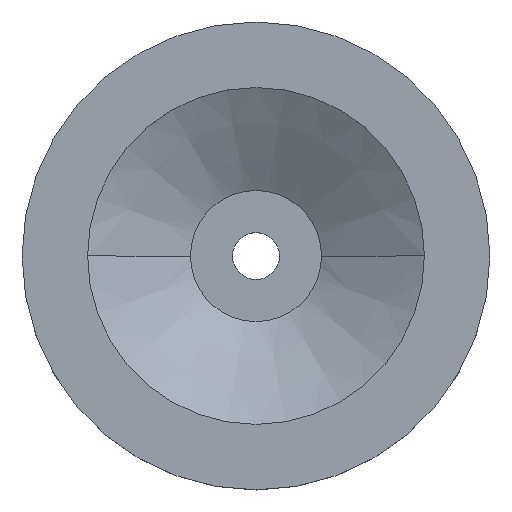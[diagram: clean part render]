
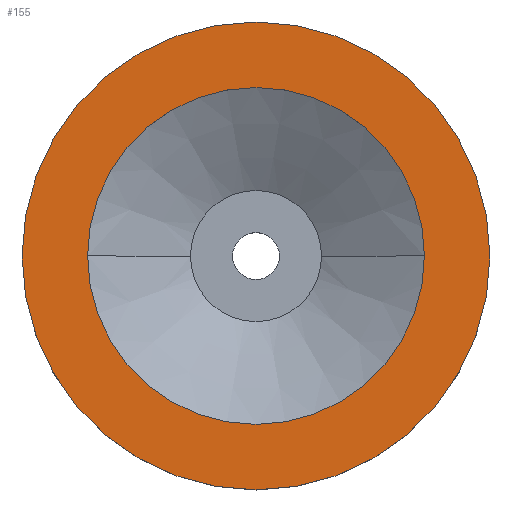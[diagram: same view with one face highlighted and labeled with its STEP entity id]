
A CAD part, top view. The second image highlights one B-rep face of the part: STEP entity #155.
In plain terms, the highlighted planar face has unit normal (0, 0, 1).
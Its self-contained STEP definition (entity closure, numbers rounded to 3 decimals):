
#123=EDGE_CURVE('',#255,#137,#309,.T.);
#137=VERTEX_POINT('',#325);
#155=ADVANCED_FACE('',(#348,#349),#350,.T.);
#197=EDGE_CURVE('',#137,#255,#399,.T.);
#211=EDGE_CURVE('',#253,#235,#415,.T.);
#231=EDGE_CURVE('',#235,#253,#437,.T.);
#235=VERTEX_POINT('',#441);
#253=VERTEX_POINT('',#463);
#255=VERTEX_POINT('',#465);
#309=CIRCLE('',#517,50.0);
#325=CARTESIAN_POINT('',(50.,0.,30.0));
#348=FACE_OUTER_BOUND('',#566,.T.);
#349=FACE_BOUND('',#567,.T.);
#350=PLANE('',#568);
#399=CIRCLE('',#626,50.0);
#415=CIRCLE('',#644,36.0);
#437=CIRCLE('',#672,36.0);
#441=CARTESIAN_POINT('',(36.,0.,30.0));
#463=CARTESIAN_POINT('',(-36.0,0.,30.0));
#465=CARTESIAN_POINT('',(-50.0,0.,30.0));
#517=AXIS2_PLACEMENT_3D('',#760,#761,#762);
#566=EDGE_LOOP('',(#814,#815));
#567=EDGE_LOOP('',(#816,#817));
#568=AXIS2_PLACEMENT_3D('',#818,#819,#820);
#626=AXIS2_PLACEMENT_3D('',#882,#883,#884);
#644=AXIS2_PLACEMENT_3D('',#904,#905,#906);
#672=AXIS2_PLACEMENT_3D('',#928,#929,#930);
#760=CARTESIAN_POINT('',(0.,0.,30.0));
#761=DIRECTION('',(-0.0,0.0,-1.0));
#762=DIRECTION('',(-1.0,0.,0.0));
#814=ORIENTED_EDGE('',*,*,#123,.F.);
#815=ORIENTED_EDGE('',*,*,#197,.F.);
#816=ORIENTED_EDGE('',*,*,#211,.T.);
#817=ORIENTED_EDGE('',*,*,#231,.T.);
#818=CARTESIAN_POINT('',(-43.0,0.,30.0));
#819=DIRECTION('',(0.0,0.0,1.0));
#820=DIRECTION('',(-1.0,0.,0.0));
#882=CARTESIAN_POINT('',(0.,0.,30.0));
#883=DIRECTION('',(-0.0,0.0,-1.0));
#884=DIRECTION('',(-1.0,0.,0.0));
#904=CARTESIAN_POINT('',(0.,0.,30.0));
#905=DIRECTION('',(-0.0,0.0,-1.0));
#906=DIRECTION('',(-1.0,0.,0.0));
#928=CARTESIAN_POINT('',(0.,0.,30.0));
#929=DIRECTION('',(-0.0,0.0,-1.0));
#930=DIRECTION('',(-1.0,0.,0.0));
